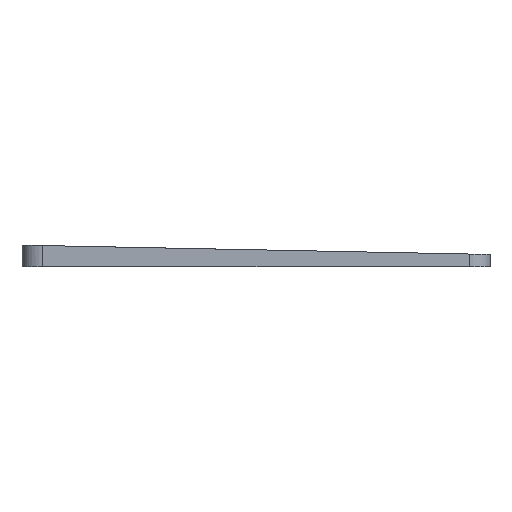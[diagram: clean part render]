
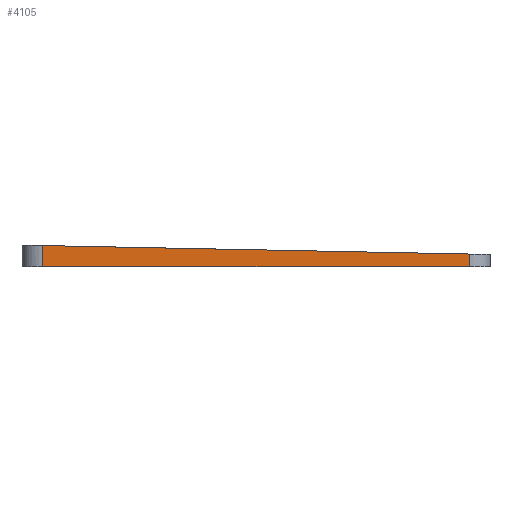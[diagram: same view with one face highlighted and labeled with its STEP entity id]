
A CAD part, left-side view. The second image highlights one B-rep face of the part: STEP entity #4105.
In plain terms, the highlighted planar face has unit normal (-1, 0, 0).
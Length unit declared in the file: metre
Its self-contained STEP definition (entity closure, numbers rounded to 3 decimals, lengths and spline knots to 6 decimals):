
#1007=ORIENTED_EDGE('',*,*,#1625,.F.);
#1008=ORIENTED_EDGE('',*,*,#2000,.T.);
#1009=ORIENTED_EDGE('',*,*,#1867,.T.);
#1010=ORIENTED_EDGE('',*,*,#2001,.F.);
#1625=EDGE_CURVE('',#2224,#2225,#2629,.T.);
#1867=EDGE_CURVE('',#2465,#2464,#2747,.T.);
#2000=EDGE_CURVE('',#2224,#2465,#2862,.T.);
#2001=EDGE_CURVE('',#2225,#2464,#2863,.T.);
#2224=VERTEX_POINT('',#6086);
#2225=VERTEX_POINT('',#6088);
#2464=VERTEX_POINT('',#6572);
#2465=VERTEX_POINT('',#6574);
#2629=LINE('',#6087,#3006);
#2747=LINE('',#6573,#3124);
#2862=LINE('',#6819,#3239);
#2863=LINE('',#6821,#3240);
#3006=VECTOR('',#4790,1.);
#3124=VECTOR('',#5164,1.);
#3239=VECTOR('',#5467,1.);
#3240=VECTOR('',#5470,1.);
#3469=EDGE_LOOP('',(#1007,#1008,#1009,#1010));
#3740=FACE_BOUND('',#3469,.T.);
#3975=PLANE('',#4514);
#4105=ADVANCED_FACE('',(#3740),#3975,.F.);
#4514=AXIS2_PLACEMENT_3D('',#6820,#5468,#5469);
#4790=DIRECTION('',(0.,-1.,-0.02));
#5164=DIRECTION('',(0.,-1.,0.));
#5467=DIRECTION('',(0.,0.,-1.));
#5468=DIRECTION('',(1.,0.,0.));
#5469=DIRECTION('',(0.,-1.,0.));
#5470=DIRECTION('',(0.,0.,-1.));
#6086=CARTESIAN_POINT('',(0.116463,0.036652,0.005118));
#6087=CARTESIAN_POINT('',(0.116463,-0.014567,0.004101));
#6088=CARTESIAN_POINT('',(0.116463,-0.06586,0.003082));
#6572=CARTESIAN_POINT('',(0.116463,-0.06586,0.));
#6573=CARTESIAN_POINT('',(0.116463,-0.014604,0.));
#6574=CARTESIAN_POINT('',(0.116463,0.036652,0.));
#6819=CARTESIAN_POINT('',(0.116463,0.036652,0.006));
#6820=CARTESIAN_POINT('',(0.116463,-0.014604,0.006));
#6821=CARTESIAN_POINT('',(0.116463,-0.06586,0.006));
